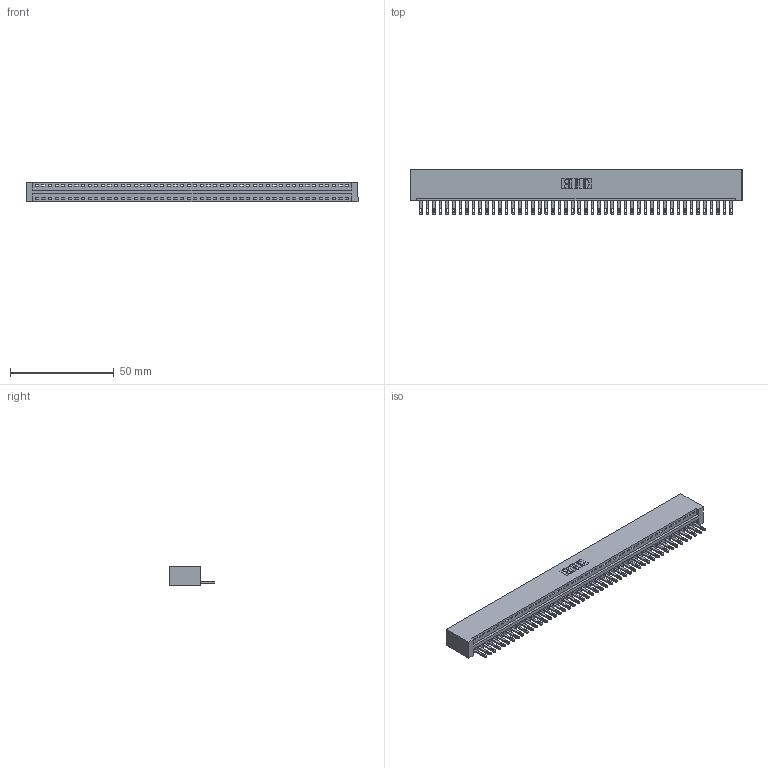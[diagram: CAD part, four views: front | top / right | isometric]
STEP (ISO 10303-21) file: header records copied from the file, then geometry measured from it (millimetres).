
FILE_DESCRIPTION (( 'STEP AP203' ), '1' );
FILE_NAME ('346-048-500-101.STEP', '2022-05-09T22:40:21', ( '' ), ( '' ), 'SwSTEP 2.0', 'SolidWorks 2020', '' );
FILE_SCHEMA (( 'CONFIG_CONTROL_DESIGN' ));
Length unit declared in the file: inch
Products named in the file (3): 346 Part_No Mounting Lugs; 346-048-500-101; 345-292-001_345-293-100
Assembly tree (49 placements, depth 2):
  346-048-500-101
    346 Part_No Mounting Lugs
    345-292-001_345-293-100  x48
Bounding box: 159.64 x 21.84 x 9.4 mm (x, y, z)
Volume: 15901.4 mm3; surface area: 20126.4 mm2
Topology: 49 solids, 49 shells, 2706 faces, 8369 edges, 5578 vertices
Faces by surface type: plane 1704, cylinder 1002
Entity records: 28635 total; most frequent: CARTESIAN_POINT 4912, ORIENTED_EDGE 4894, DIRECTION 4323, EDGE_CURVE 2447, VECTOR 2127, LINE 2127, VERTEX_POINT 1630, AXIS2_PLACEMENT_3D 1098
